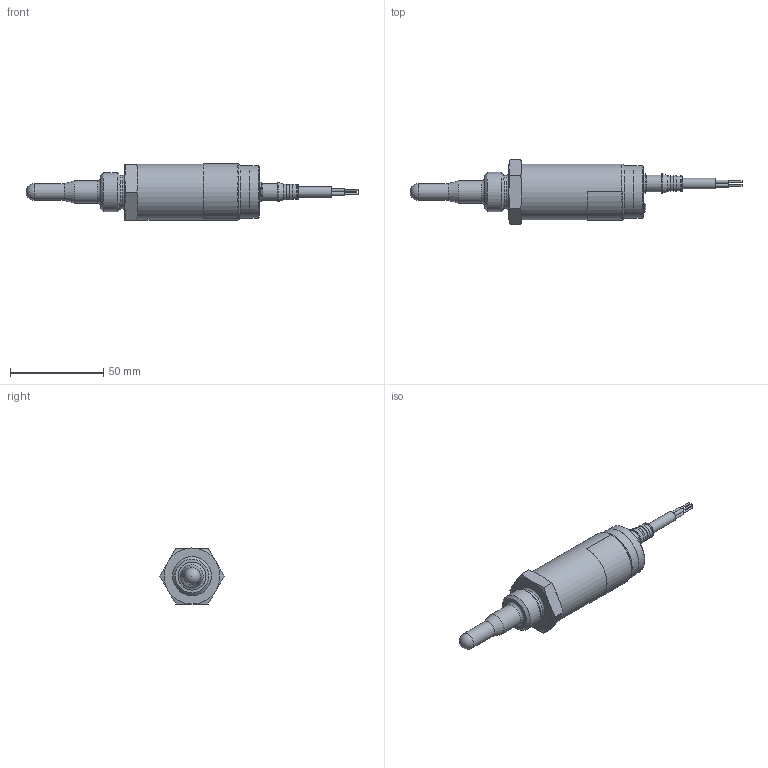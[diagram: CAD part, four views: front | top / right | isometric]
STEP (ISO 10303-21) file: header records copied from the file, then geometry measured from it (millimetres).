
FILE_DESCRIPTION(/* description */ ('Unknown'),/* implementation_level */ '2;1');
FILE_NAME(/* name */ '_DKE-T40-200S',/* time_stamp */ '2021-04-27T12:22:07+05:00',/* author */ ('Unknown'),/* organization */ ('Unknown'),/* preprocessor_version */ 'ST-DEVELOPER v16.7',/* originating_system */ 'Solid Edge',/* authorisation */ 'Unknown');
FILE_SCHEMA (('AUTOMOTIVE_DESIGN {1 0 10303 214 3 1 1}'));
Length unit declared in the file: millimetre
Products named in the file (21): 10.070.000-01 ﾄﾊﾅ-ﾒ20(40)-20ﾕﾑ; À0.178 Êîðïóñ; Ê1.052 Ãàéêà; Ð0.088 Íèïïåëü; 扻錪犩 025-028-19-2-2; ﾄ0.022; 10.348.000 Ñáîðêà ïëàòû; 扻錪犩 009-012-19-2-2; ×0.002 (Ò40Ý404Õ) ×óâñòâ ýë; 10.069.100 襻铕赅 牮觇; Á2.028 Øòóöåð; Á0.119 Êðûøêà Ì30 Ó; Ý6.007   (Þ01Ý611Õ)  Êàáåëü ; ﾎ0.008 ﾋ竟鈞 褪鮏韶萵; Ðåçèñòîð 3296W-1-203LF 20 êÎì; Ê0.009 Óäëèíèòåëü ðåãóëèðîâî÷íîãî ðåçèñòîðà; Ýòèêåòêà 42õ17; L-34ID êðàñíûé íîæêè 6 ìì; Òðóáêà òåðìîóñàäî÷íàÿ  1,6; Êîëüöî 20,0õ1,0 (äëÿ äèàìåòðà 30); 砎鍒鍱 疪畟-2 1,0 眑16.705-110-79
Assembly tree (25 placements, depth 3):
  10.070.000-01 ﾄﾊﾅ-ﾒ20(40)-20ﾕﾑ
    À0.178 Êîðïóñ
    Ê1.052 Ãàéêà
    Ð0.088 Íèïïåëü
    扻錪犩 025-028-19-2-2
    ﾄ0.022
    10.348.000 Ñáîðêà ïëàòû
    扻錪犩 009-012-19-2-2  x2
    ×0.002 (Ò40Ý404Õ) ×óâñòâ ýë
    10.069.100 襻铕赅 牮觇
      Á2.028 Øòóöåð
      Á0.119 Êðûøêà Ì30 Ó
    Ý6.007   (Þ01Ý611Õ)  Êàáåëü 
    ﾎ0.008 ﾋ竟鈞 褪鮏韶萵
    Ðåçèñòîð 3296W-1-203LF 20 êÎì
    Ê0.009 Óäëèíèòåëü ðåãóëèðîâî÷íîãî ðåçèñòîðà
    Ýòèêåòêà 42õ17
    L-34ID êðàñíûé íîæêè 6 ìì
    Òðóáêà òåðìîóñàäî÷íàÿ  1,6  x5
    Êîëüöî 20,0õ1,0 (äëÿ äèàìåòðà 30)
    砎鍒鍱 疪畟-2 1,0 眑16.705-110-79
Bounding box: 178 x 34.64 x 30.1 mm (x, y, z)
Volume: 32098 mm3; surface area: 33049.4 mm2
Topology: 24 solids, 24 shells, 392 faces, 850 edges, 545 vertices
Faces by surface type: plane 202, cylinder 114, cone 52, torus 20, sphere 4
Full cylindrical faces by diameter (mm): 0.5 x4, 0.8 x10, 1 x7, 1.8 x8, 2 x6, 2.15 x1, 2.3 x1, 2.5 x2, 3 x1, 3.1 x1, 3.5 x2, 3.55 x2, 4.3 x2, 4.9 x1, 5.6 x1, 5.8 x1, 6 x1, 6.2 x1, 7.5 x1, 7.8 x2, 8.4 x3, 8.55 x1, 9 x4, 9.5 x2, 9.55 x1, 9.65 x2, 10 x1, 10.5 x3, 10.917 x1, 12 x6
Entity records: 10766 total; most frequent: DIRECTION 1681, CARTESIAN_POINT 1609, ORIENTED_EDGE 1240, AXIS2_PLACEMENT_3D 696, EDGE_CURVE 620, FACE_BOUND 602, EDGE_LOOP 597, VERTEX_POINT 480
